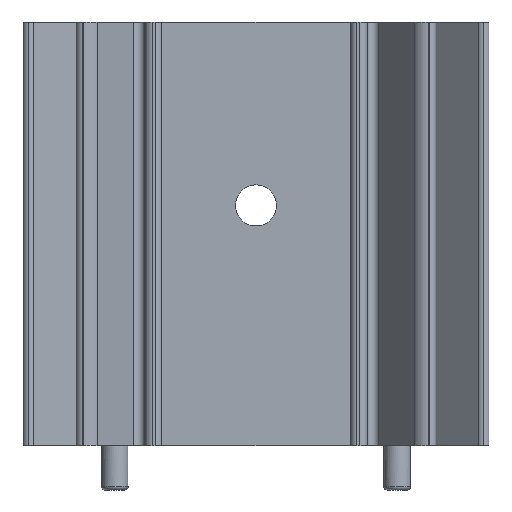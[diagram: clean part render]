
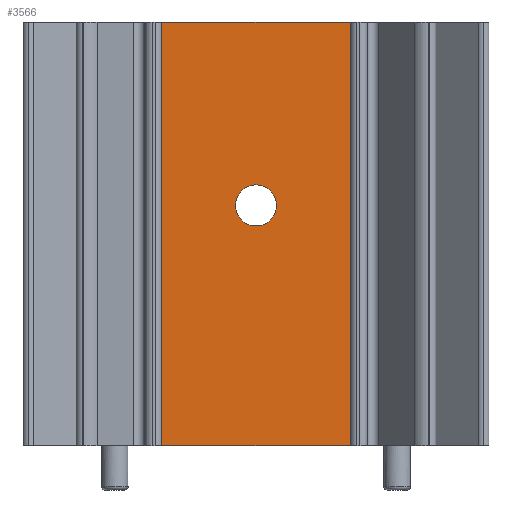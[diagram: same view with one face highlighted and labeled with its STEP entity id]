
A CAD part, front view. The second image highlights one B-rep face of the part: STEP entity #3566.
In plain terms, the highlighted planar face has unit normal (0, -1, 0).
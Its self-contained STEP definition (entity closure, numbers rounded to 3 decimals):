
#70=PLANE('',#3803);
#280=LINE('',#5259,#532);
#282=LINE('',#5265,#534);
#283=LINE('',#5267,#535);
#284=LINE('',#5269,#536);
#532=VECTOR('',#4453,1000.);
#534=VECTOR('',#4459,1000.);
#535=VECTOR('',#4460,1000.);
#536=VECTOR('',#4461,1000.);
#967=ORIENTED_EDGE('',*,*,#1657,.T.);
#968=ORIENTED_EDGE('',*,*,#1658,.T.);
#969=ORIENTED_EDGE('',*,*,#1659,.F.);
#970=ORIENTED_EDGE('',*,*,#1660,.F.);
#971=ORIENTED_EDGE('',*,*,#1655,.T.);
#1655=EDGE_CURVE('',#1954,#1953,#280,.T.);
#1657=EDGE_CURVE('',#1955,#1955,#2115,.T.);
#1658=EDGE_CURVE('',#1953,#1956,#282,.T.);
#1659=EDGE_CURVE('',#1957,#1956,#283,.T.);
#1660=EDGE_CURVE('',#1954,#1957,#284,.T.);
#1953=VERTEX_POINT('',#5258);
#1954=VERTEX_POINT('',#5260);
#1955=VERTEX_POINT('',#5264);
#1956=VERTEX_POINT('',#5266);
#1957=VERTEX_POINT('',#5268);
#2115=CIRCLE('',#3804,1.85);
#2251=EDGE_LOOP('',(#967));
#2252=EDGE_LOOP('',(#968,#969,#970,#971));
#2397=FACE_BOUND('',#2251,.T.);
#2398=FACE_BOUND('',#2252,.T.);
#3566=ADVANCED_FACE('',(#2397,#2398),#70,.F.);
#3803=AXIS2_PLACEMENT_3D('',#5262,#4455,#4456);
#3804=AXIS2_PLACEMENT_3D('',#5263,#4457,#4458);
#4453=DIRECTION('',(0.,0.,-1.));
#4455=DIRECTION('',(0.,1.,0.));
#4456=DIRECTION('',(0.,0.,1.));
#4457=DIRECTION('',(0.,1.,0.));
#4458=DIRECTION('',(0.,0.,1.));
#4459=DIRECTION('',(1.,0.,0.));
#4460=DIRECTION('',(0.,0.,-1.));
#4461=DIRECTION('',(1.,0.,0.));
#5258=CARTESIAN_POINT('',(-8.5,-0.8,0.));
#5259=CARTESIAN_POINT('',(-8.5,-0.8,38.1));
#5260=CARTESIAN_POINT('',(-8.5,-0.8,38.1));
#5262=CARTESIAN_POINT('',(0.,-0.8,38.1));
#5263=CARTESIAN_POINT('',(0.,-0.8,21.6));
#5264=CARTESIAN_POINT('',(0.,-0.8,23.45));
#5265=CARTESIAN_POINT('',(0.,-0.8,0.));
#5266=CARTESIAN_POINT('',(8.5,-0.8,0.));
#5267=CARTESIAN_POINT('',(8.5,-0.8,38.1));
#5268=CARTESIAN_POINT('',(8.5,-0.8,38.1));
#5269=CARTESIAN_POINT('',(-8.5,-0.8,38.1));
